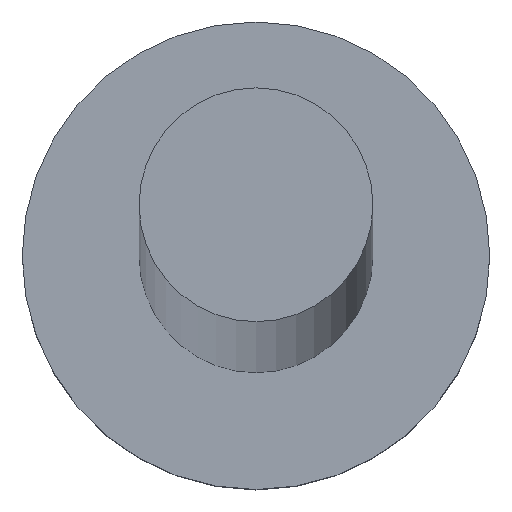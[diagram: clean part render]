
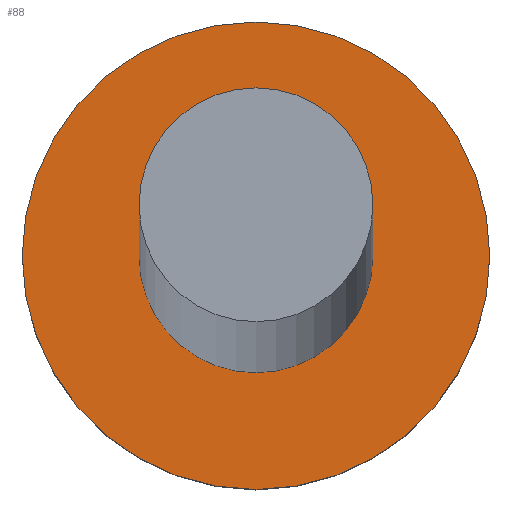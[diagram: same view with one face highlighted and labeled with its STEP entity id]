
A CAD part, top view. The second image highlights one B-rep face of the part: STEP entity #88.
In plain terms, the highlighted planar face has unit normal (0, 0, 1).
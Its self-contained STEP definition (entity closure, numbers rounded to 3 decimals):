
#1 = AXIS2_PLACEMENT_3D ( 'NONE', #183, #65, #166 ) ;
#3 = CARTESIAN_POINT ( 'NONE',  ( 1., 0., 2. ) ) ;
#5 = DIRECTION ( 'NONE',  ( 1., 0., 0. ) ) ;
#8 = DIRECTION ( 'NONE',  ( 0., 0., 1. ) ) ;
#10 = DIRECTION ( 'NONE',  ( 0., 0., 1. ) ) ;
#24 = VERTEX_POINT ( 'NONE', #219 ) ;
#37 = AXIS2_PLACEMENT_3D ( 'NONE', #223, #8, #56 ) ;
#41 = DIRECTION ( 'NONE',  ( 0., 0., 1. ) ) ;
#42 = ORIENTED_EDGE ( 'NONE', *, *, #101, .T. ) ;
#43 = CARTESIAN_POINT ( 'NONE',  ( 0., 0., 2. ) ) ;
#56 = DIRECTION ( 'NONE',  ( 1., 0., 0. ) ) ;
#60 = EDGE_CURVE ( 'NONE', #24, #124, #94, .T. ) ;
#65 = DIRECTION ( 'NONE',  ( 0., 0., 1. ) ) ;
#71 = CIRCLE ( 'NONE', #174, 2. ) ;
#73 = EDGE_CURVE ( 'NONE', #107, #102, #112, .T. ) ;
#88 = ADVANCED_FACE ( 'NONE', ( #198, #245 ), #204, .T. ) ;
#94 = CIRCLE ( 'NONE', #1, 1. ) ;
#101 = EDGE_CURVE ( 'NONE', #102, #107, #71, .T. ) ;
#102 = VERTEX_POINT ( 'NONE', #243 ) ;
#107 = VERTEX_POINT ( 'NONE', #222 ) ;
#112 = CIRCLE ( 'NONE', #173, 2. ) ;
#123 = DIRECTION ( 'NONE',  ( 0., 0., 1. ) ) ;
#124 = VERTEX_POINT ( 'NONE', #3 ) ;
#126 = EDGE_LOOP ( 'NONE', ( #247, #203 ) ) ;
#141 = DIRECTION ( 'NONE',  ( 1., 0., 0. ) ) ;
#163 = EDGE_LOOP ( 'NONE', ( #201, #42 ) ) ;
#166 = DIRECTION ( 'NONE',  ( 1., 0., 0. ) ) ;
#173 = AXIS2_PLACEMENT_3D ( 'NONE', #185, #10, #141 ) ;
#174 = AXIS2_PLACEMENT_3D ( 'NONE', #218, #41, #5 ) ;
#183 = CARTESIAN_POINT ( 'NONE',  ( 0., 0., 2. ) ) ;
#185 = CARTESIAN_POINT ( 'NONE',  ( 0., 0., 2. ) ) ;
#194 = AXIS2_PLACEMENT_3D ( 'NONE', #43, #123, #202 ) ;
#198 = FACE_BOUND ( 'NONE', #126, .T. ) ;
#201 = ORIENTED_EDGE ( 'NONE', *, *, #73, .T. ) ;
#202 = DIRECTION ( 'NONE',  ( 1., 0., 0. ) ) ;
#203 = ORIENTED_EDGE ( 'NONE', *, *, #213, .F. ) ;
#204 = PLANE ( 'NONE',  #37 ) ;
#213 = EDGE_CURVE ( 'NONE', #124, #24, #254, .T. ) ;
#218 = CARTESIAN_POINT ( 'NONE',  ( 0., 0., 2. ) ) ;
#219 = CARTESIAN_POINT ( 'NONE',  ( -1., 0., 2. ) ) ;
#222 = CARTESIAN_POINT ( 'NONE',  ( -2., 0., 2. ) ) ;
#223 = CARTESIAN_POINT ( 'NONE',  ( 0., 0., 2. ) ) ;
#243 = CARTESIAN_POINT ( 'NONE',  ( 2., 0., 2. ) ) ;
#245 = FACE_OUTER_BOUND ( 'NONE', #163, .T. ) ;
#247 = ORIENTED_EDGE ( 'NONE', *, *, #60, .F. ) ;
#254 = CIRCLE ( 'NONE', #194, 1. ) ;
